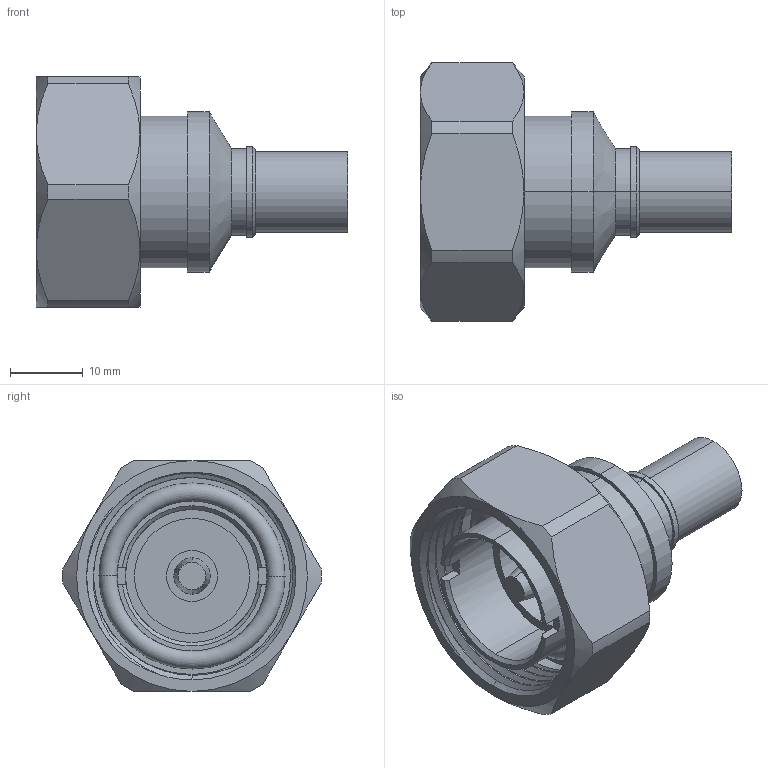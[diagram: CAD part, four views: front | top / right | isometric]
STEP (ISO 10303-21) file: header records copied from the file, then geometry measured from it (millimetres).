
FILE_DESCRIPTION (( 'STEP AP214' ), '1' );
FILE_NAME ('FMCN1756_3D.STEP', '2021-09-22T16:34:04', ( '' ), ( '' ), 'SwSTEP 2.0', 'SolidWorks 2021', '' );
FILE_SCHEMA (( 'AUTOMOTIVE_DESIGN' ));
Length unit declared in the file: inch
Products named in the file (3): FMCN1756; FMCN1756_FERRULE; FMCN1756_3D
Assembly tree (2 placements, depth 2):
  FMCN1756_3D
    FMCN1756
    FMCN1756_FERRULE
Bounding box: 42.9 x 35.58 x 31.75 mm (x, y, z)
Volume: 11489.8 mm3; surface area: 9024.2 mm2
Topology: 2 solids, 3 shells, 117 faces, 274 edges, 175 vertices
Faces by surface type: cylinder 50, plane 32, cone 28, torus 4, bspline 3
Entity records: 4685 total; most frequent: CARTESIAN_POINT 1862, DIRECTION 577, ORIENTED_EDGE 548, EDGE_CURVE 274, AXIS2_PLACEMENT_3D 247, VERTEX_POINT 175, EDGE_LOOP 133, CIRCLE 128
